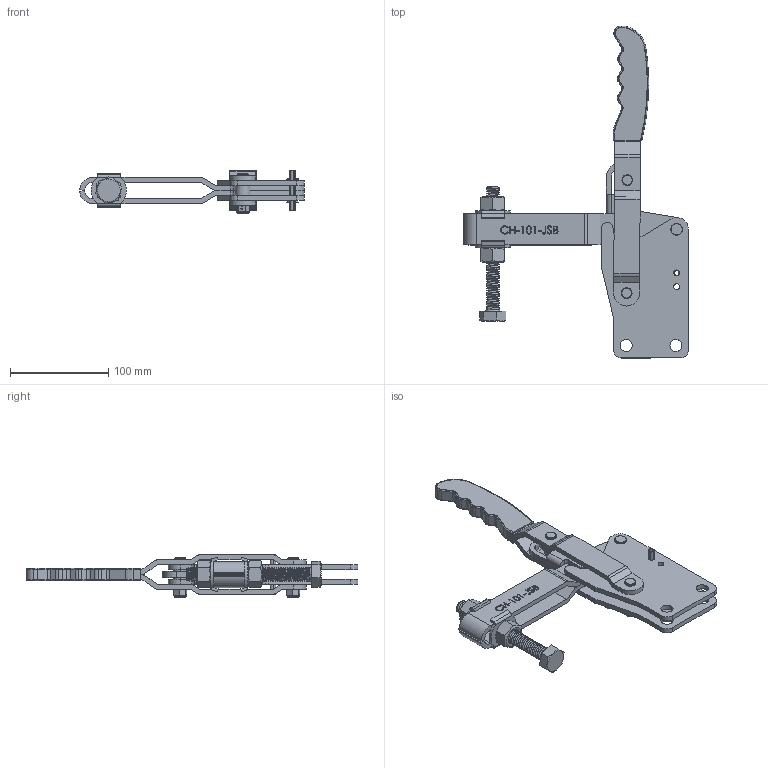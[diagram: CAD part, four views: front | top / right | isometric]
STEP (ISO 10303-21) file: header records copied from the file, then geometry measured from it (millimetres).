
FILE_DESCRIPTION (( 'STEP AP203' ), '1' );
FILE_NAME ('CH-101-JSB.STEP', '2017-11-05T07:46:51', ( 'Windows' ), ( 'Microsoft' ), 'SwSTEP 2.0', 'SolidWorks 2015', '' );
FILE_SCHEMA (( 'CONFIG_CONTROL_DESIGN' ));
Length unit declared in the file: millimetre
Products named in the file (15): CH-SA-58500 NUT; CH-101-J-03 HANDLE; CH-SA-58500 SPINDLE SUPPLIED; CH-101-J-04 CONNECTING-PLATE; CH-10247-05; 3-8-16 LOCK NUT; CH-101-J-11; CH-101-J-06; CH-101-JSB; CH-101-J-07; CH-10247-08; CH-10247-09; CH-101-JSB-01 STRAIGHT BASE; CH-FW-580; CH-101-JSB-02 U-BAR
Assembly tree (20 placements, depth 2):
  CH-101-JSB
    CH-101-JSB-01 STRAIGHT BASE
    CH-101-JSB-02 U-BAR
    CH-101-J-03 HANDLE
    CH-101-J-04 CONNECTING-PLATE
    3-8-16 LOCK NUT  x2
    CH-101-J-06  x2
    CH-101-J-07
    CH-10247-08  x2
    CH-10247-09
    CH-FW-580  x2
    CH-SA-58500 NUT  x2
    CH-SA-58500 SPINDLE SUPPLIED
    CH-10247-05
    CH-101-J-11  x2
Bounding box: 229.2 x 338.44 x 43 mm (x, y, z)
Volume: 327508.5 mm3; surface area: 159509.8 mm2
Topology: 22 solids, 22 shells, 1080 faces, 2904 edges, 1902 vertices
Faces by surface type: cylinder 402, plane 365, bspline 193, cone 78, torus 40, sphere 2
Entity records: 44889 total; most frequent: CARTESIAN_POINT 20943, ORIENTED_EDGE 5124, DIRECTION 3942, EDGE_CURVE 2562, VERTEX_POINT 1681, AXIS2_PLACEMENT_3D 1318, LINE 1306, VECTOR 1306
